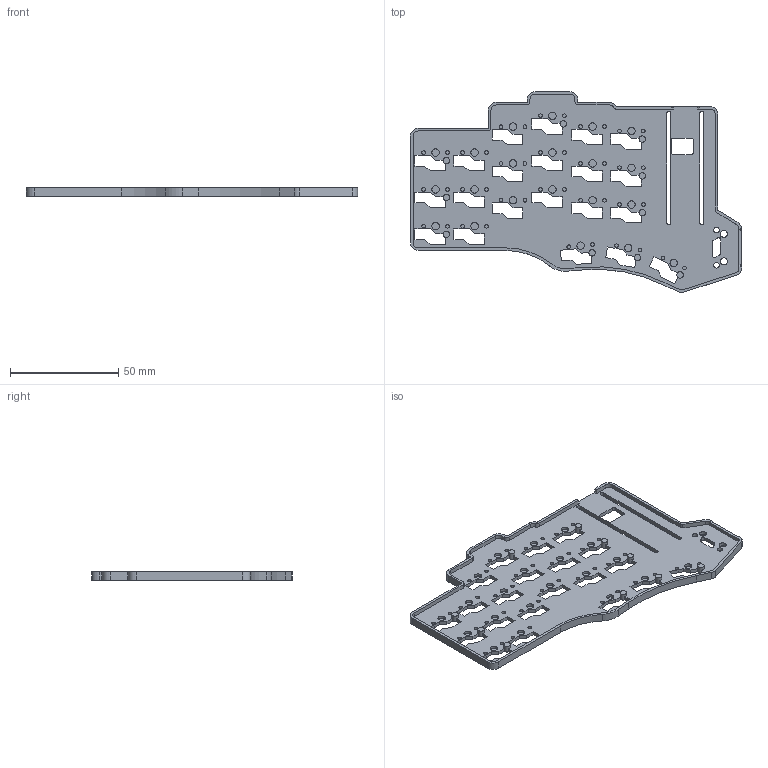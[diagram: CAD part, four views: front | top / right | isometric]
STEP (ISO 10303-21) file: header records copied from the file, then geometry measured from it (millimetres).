
FILE_DESCRIPTION(/* description */ ('KiCad electronic assembly'),/* implementation_level */ '2;1');
FILE_NAME(/* name */ 'Keyther Left Case.step',/* time_stamp */ '2026-01-06T15:59:00+01:00',/* author */ (''),/* organization */ (''),/* preprocessor_version */ 'ST-DEVELOPER v20.1',/* originating_system */ 'Autodesk Translation Framework v14.21.0.0',/* authorisation */ '');
FILE_SCHEMA (('AUTOMOTIVE_DESIGN { 1 0 10303 214 3 1 1 }'));
Length unit declared in the file: millimetre
Products named in the file (1): Keyther 1
Bounding box: 152.94 x 92.8 x 3.7 mm (x, y, z)
Volume: 15306.8 mm3; surface area: 22749.9 mm2
Topology: 1 solids, 1 shells, 685 faces, 1812 edges, 1208 vertices
Faces by surface type: plane 368, bspline 180, cylinder 137
Full cylindrical faces by diameter (mm): 1.702 x42, 2.57 x2, 2.95 x10, 3.25 x2, 3.429 x21, 6.1 x7
Entity records: 23128 total; most frequent: CARTESIAN_POINT 6932, ORIENTED_EDGE 3624, DIRECTION 2748, EDGE_CURVE 1812, VERTEX_POINT 1208, LINE 1148, VECTOR 1148, EDGE_LOOP 824
